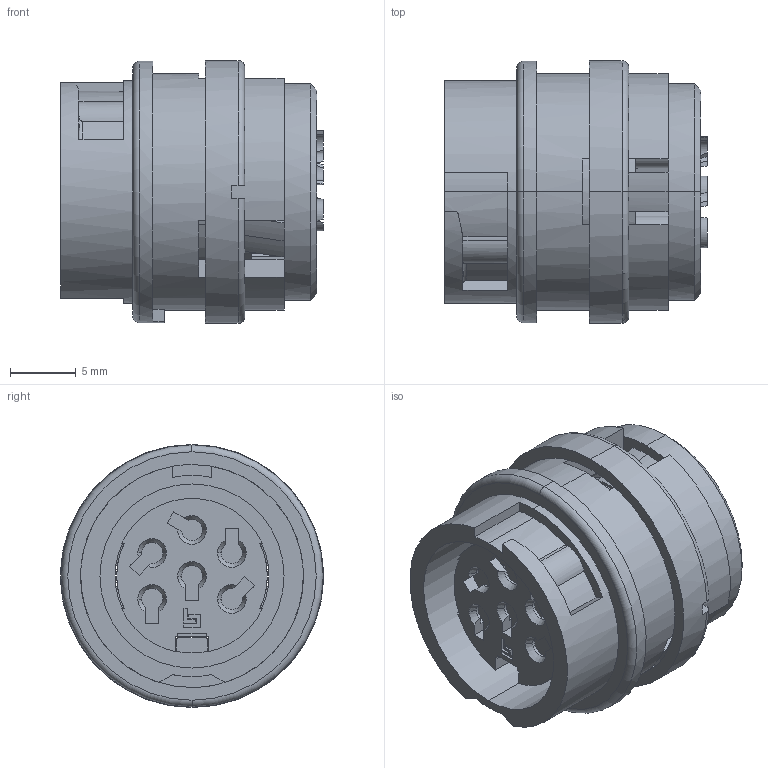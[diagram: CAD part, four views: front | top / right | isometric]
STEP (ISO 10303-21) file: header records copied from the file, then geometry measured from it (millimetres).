
FILE_DESCRIPTION(('STEP AP242'),'1');
FILE_NAME('99_0620_00_06.stp','2024-08-15T06:04:37',('TraceParts'),('TraceParts S.A.'),'Spatial InterOp 3D',' ',' ');
FILE_SCHEMA(('AP242_MANAGED_MODEL_BASED_3D_ENGINEERING_MIM_LF {1 0 10303 442 1 1 4}'));
Length unit declared in the file: millimetre
Products named in the file (1): 99_0620_00_06_5
Bounding box: 20 x 20 x 20 mm (x, y, z)
Volume: 3364.3 mm3; surface area: 3926.7 mm2
Topology: 2 solids, 2 shells, 404 faces, 1135 edges, 740 vertices
Faces by surface type: plane 208, cylinder 120, cone 38, extrusion 31, torus 7
Entity records: 14715 total; most frequent: CARTESIAN_POINT 4111, ORIENTED_EDGE 2262, DIRECTION 2147, EDGE_CURVE 1131, AXIS2_PLACEMENT_3D 751, VERTEX_POINT 736, VECTOR 645, LINE 614
